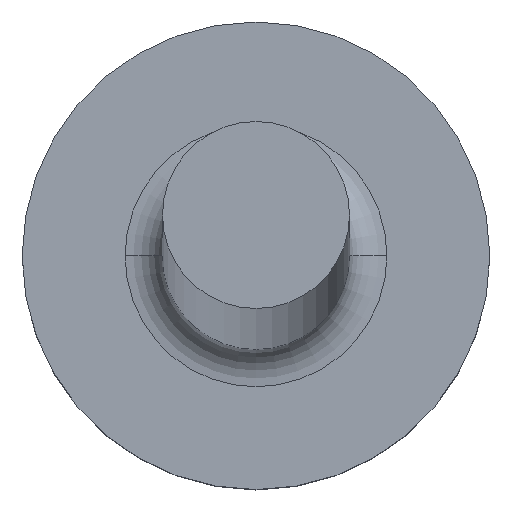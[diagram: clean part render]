
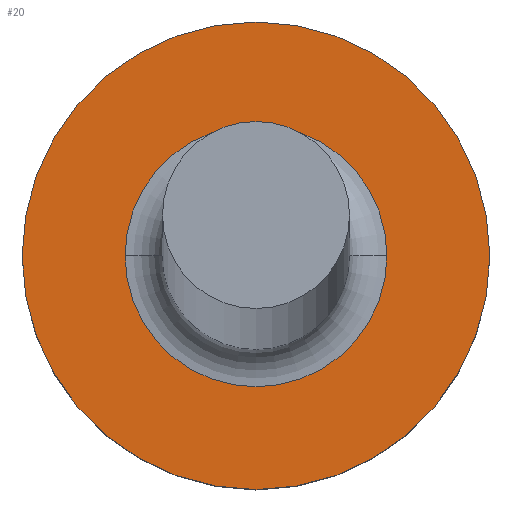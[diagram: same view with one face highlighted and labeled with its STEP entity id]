
A CAD part, top view. The second image highlights one B-rep face of the part: STEP entity #20.
In plain terms, the highlighted planar face has unit normal (0, 0, 1).
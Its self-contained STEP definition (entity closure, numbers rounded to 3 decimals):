
#2 = EDGE_CURVE ( 'NONE', #41, #267, #223, .T. ) ;
#8 = DIRECTION ( 'NONE',  ( 0., 0., 1. ) ) ;
#20 = ADVANCED_FACE ( 'NONE', ( #157, #227 ), #92, .T. ) ;
#21 = CARTESIAN_POINT ( 'NONE',  ( -1.25, 0., 1.2 ) ) ;
#30 = AXIS2_PLACEMENT_3D ( 'NONE', #96, #132, #206 ) ;
#36 = DIRECTION ( 'NONE',  ( 1., 0., 0. ) ) ;
#37 = AXIS2_PLACEMENT_3D ( 'NONE', #254, #8, #77 ) ;
#40 = DIRECTION ( 'NONE',  ( 0., 0., 1. ) ) ;
#41 = VERTEX_POINT ( 'NONE', #21 ) ;
#56 = CARTESIAN_POINT ( 'NONE',  ( 0., 0., 1.2 ) ) ;
#57 = VERTEX_POINT ( 'NONE', #113 ) ;
#63 = EDGE_CURVE ( 'NONE', #261, #57, #292, .T. ) ;
#77 = DIRECTION ( 'NONE',  ( 1., 0., 0. ) ) ;
#84 = ORIENTED_EDGE ( 'NONE', *, *, #179, .T. ) ;
#92 = PLANE ( 'NONE',  #160 ) ;
#94 = AXIS2_PLACEMENT_3D ( 'NONE', #234, #40, #36 ) ;
#96 = CARTESIAN_POINT ( 'NONE',  ( 0., 0., 1.2 ) ) ;
#113 = CARTESIAN_POINT ( 'NONE',  ( 0.7, 0., 1.2 ) ) ;
#116 = CARTESIAN_POINT ( 'NONE',  ( 1.25, 0., 1.2 ) ) ;
#124 = CARTESIAN_POINT ( 'NONE',  ( -0.7, 0., 1.2 ) ) ;
#128 = EDGE_LOOP ( 'NONE', ( #84, #266 ) ) ;
#132 = DIRECTION ( 'NONE',  ( 0., 0., -1. ) ) ;
#151 = CIRCLE ( 'NONE', #37, 1.25 ) ;
#157 = FACE_BOUND ( 'NONE', #128, .T. ) ;
#159 = EDGE_LOOP ( 'NONE', ( #196, #255 ) ) ;
#160 = AXIS2_PLACEMENT_3D ( 'NONE', #185, #183, #303 ) ;
#166 = DIRECTION ( 'NONE',  ( 1., 0., 0. ) ) ;
#179 = EDGE_CURVE ( 'NONE', #57, #261, #263, .T. ) ;
#183 = DIRECTION ( 'NONE',  ( 0., 0., 1. ) ) ;
#185 = CARTESIAN_POINT ( 'NONE',  ( 0., 0., 1.2 ) ) ;
#196 = ORIENTED_EDGE ( 'NONE', *, *, #2, .T. ) ;
#206 = DIRECTION ( 'NONE',  ( 1., 0., 0. ) ) ;
#212 = EDGE_CURVE ( 'NONE', #267, #41, #151, .T. ) ;
#223 = CIRCLE ( 'NONE', #94, 1.25 ) ;
#227 = FACE_OUTER_BOUND ( 'NONE', #159, .T. ) ;
#234 = CARTESIAN_POINT ( 'NONE',  ( 0., 0., 1.2 ) ) ;
#248 = AXIS2_PLACEMENT_3D ( 'NONE', #56, #257, #166 ) ;
#254 = CARTESIAN_POINT ( 'NONE',  ( 0., 0., 1.2 ) ) ;
#255 = ORIENTED_EDGE ( 'NONE', *, *, #212, .T. ) ;
#257 = DIRECTION ( 'NONE',  ( 0., 0., -1. ) ) ;
#261 = VERTEX_POINT ( 'NONE', #124 ) ;
#263 = CIRCLE ( 'NONE', #248, 0.7 ) ;
#266 = ORIENTED_EDGE ( 'NONE', *, *, #63, .T. ) ;
#267 = VERTEX_POINT ( 'NONE', #116 ) ;
#292 = CIRCLE ( 'NONE', #30, 0.7 ) ;
#303 = DIRECTION ( 'NONE',  ( 1., 0., 0. ) ) ;
